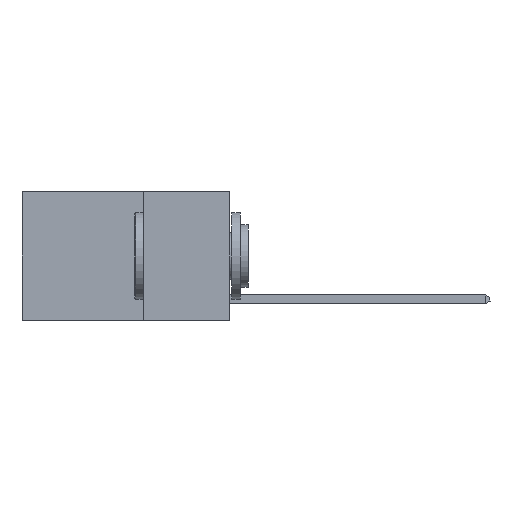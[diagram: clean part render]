
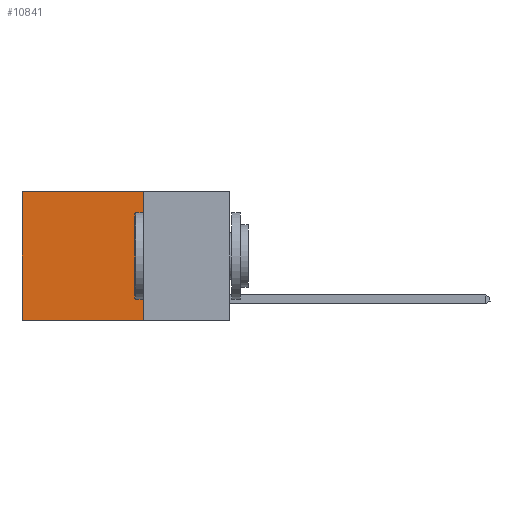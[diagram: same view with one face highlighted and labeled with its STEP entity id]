
A CAD part, left-side view. The second image highlights one B-rep face of the part: STEP entity #10841.
In plain terms, the highlighted planar face has unit normal (-1, 0, 0).
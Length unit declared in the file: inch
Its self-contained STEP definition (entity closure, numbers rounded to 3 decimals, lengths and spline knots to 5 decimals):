
#200 = VERTEX_POINT ( 'NONE', #5903 ) ;
#336 = DIRECTION ( 'NONE',  ( 0., 1., 0. ) ) ;
#444 = VERTEX_POINT ( 'NONE', #4640 ) ;
#941 = CARTESIAN_POINT ( 'NONE',  ( 0.2625, 0.25, 0. ) ) ;
#970 = CARTESIAN_POINT ( 'NONE',  ( 0.2625, 0.25, 0. ) ) ;
#1382 = DIRECTION ( 'NONE',  ( 1., 0., 0. ) ) ;
#2330 = VECTOR ( 'NONE', #9686, 39.37008 ) ;
#3552 = VERTEX_POINT ( 'NONE', #7710 ) ;
#4001 = ORIENTED_EDGE ( 'NONE', *, *, #5109, .F. ) ;
#4102 = DIRECTION ( 'NONE',  ( 0., 0., -1. ) ) ;
#4146 = EDGE_CURVE ( 'NONE', #3552, #444, #11569, .T. ) ;
#4207 = EDGE_CURVE ( 'NONE', #5677, #3552, #10333, .T. ) ;
#4556 = CARTESIAN_POINT ( 'NONE',  ( 0.2625, 0.25, 0. ) ) ;
#4640 = CARTESIAN_POINT ( 'NONE',  ( 0.2625, 0.6, -0.37 ) ) ;
#5109 = EDGE_CURVE ( 'NONE', #200, #444, #5769, .T. ) ;
#5287 = FACE_OUTER_BOUND ( 'NONE', #8920, .T. ) ;
#5556 = DIRECTION ( 'NONE',  ( 0., 0., -1. ) ) ;
#5677 = VERTEX_POINT ( 'NONE', #970 ) ;
#5683 = ORIENTED_EDGE ( 'NONE', *, *, #7780, .F. ) ;
#5769 = LINE ( 'NONE', #11600, #2330 ) ;
#5903 = CARTESIAN_POINT ( 'NONE',  ( 0.2625, 0.25, -0.37 ) ) ;
#6036 = LINE ( 'NONE', #941, #12527 ) ;
#6389 = VECTOR ( 'NONE', #336, 39.37008 ) ;
#6688 = ORIENTED_EDGE ( 'NONE', *, *, #4146, .T. ) ;
#7710 = CARTESIAN_POINT ( 'NONE',  ( 0.2625, 0.6, 0. ) ) ;
#7780 = EDGE_CURVE ( 'NONE', #5677, #200, #6036, .T. ) ;
#8920 = EDGE_LOOP ( 'NONE', ( #6688, #4001, #5683, #10530 ) ) ;
#9686 = DIRECTION ( 'NONE',  ( 0., 1., 0. ) ) ;
#10333 = LINE ( 'NONE', #4556, #6389 ) ;
#10396 = CARTESIAN_POINT ( 'NONE',  ( 0.2625, 0.6, 0. ) ) ;
#10414 = CARTESIAN_POINT ( 'NONE',  ( 0.2625, 0.25, 0. ) ) ;
#10530 = ORIENTED_EDGE ( 'NONE', *, *, #4207, .T. ) ;
#10600 = PLANE ( 'NONE',  #10869 ) ;
#10841 = ADVANCED_FACE ( 'NONE', ( #5287 ), #10600, .F. ) ;
#10869 = AXIS2_PLACEMENT_3D ( 'NONE', #10414, #1382, #5556 ) ;
#11503 = DIRECTION ( 'NONE',  ( 0., 0., -1. ) ) ;
#11569 = LINE ( 'NONE', #10396, #11652 ) ;
#11600 = CARTESIAN_POINT ( 'NONE',  ( 0.2625, 0.25, -0.37 ) ) ;
#11652 = VECTOR ( 'NONE', #11503, 39.37008 ) ;
#12527 = VECTOR ( 'NONE', #4102, 39.37008 ) ;
